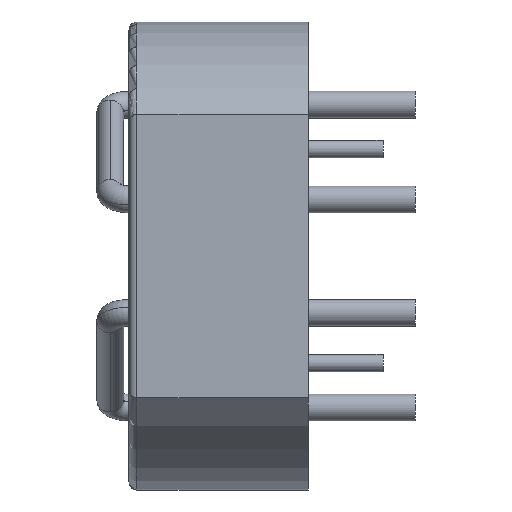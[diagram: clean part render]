
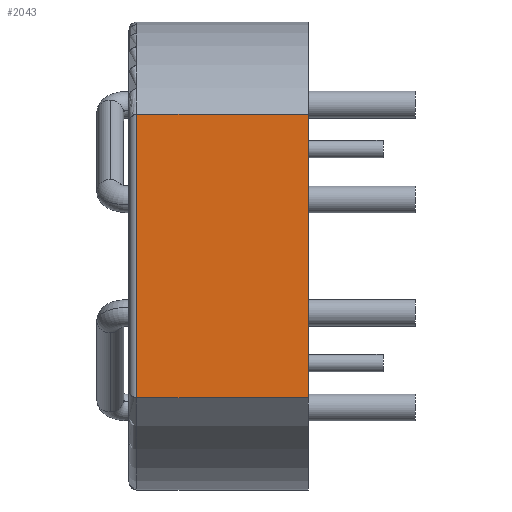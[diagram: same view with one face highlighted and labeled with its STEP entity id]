
A CAD part, left-side view. The second image highlights one B-rep face of the part: STEP entity #2043.
In plain terms, the highlighted planar face has unit normal (-1, 0, 0).
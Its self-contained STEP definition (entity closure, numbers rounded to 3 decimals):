
#48 = VECTOR ( 'NONE', #4622, 1000. ) ;
#182 = FACE_OUTER_BOUND ( 'NONE', #1348, .T. ) ;
#555 = AXIS2_PLACEMENT_3D ( 'NONE', #4793, #4329, #2919 ) ;
#584 = VERTEX_POINT ( 'NONE', #656 ) ;
#656 = CARTESIAN_POINT ( 'NONE',  ( -10.25, -3.35, -5.297 ) ) ;
#1122 = DIRECTION ( 'NONE',  ( 0., 0., 1. ) ) ;
#1164 = LINE ( 'NONE', #2665, #48 ) ;
#1348 = EDGE_LOOP ( 'NONE', ( #1767, #2472, #1357, #6235 ) ) ;
#1357 = ORIENTED_EDGE ( 'NONE', *, *, #2436, .F. ) ;
#1390 = PLANE ( 'NONE',  #555 ) ;
#1681 = EDGE_CURVE ( 'NONE', #1823, #4617, #4197, .T. ) ;
#1767 = ORIENTED_EDGE ( 'NONE', *, *, #1681, .T. ) ;
#1823 = VERTEX_POINT ( 'NONE', #5582 ) ;
#2026 = CARTESIAN_POINT ( 'NONE',  ( -10.25, -3.35, 5.297 ) ) ;
#2043 = ADVANCED_FACE ( 'NONE', ( #182 ), #1390, .T. ) ;
#2183 = DIRECTION ( 'NONE',  ( 0., 1., 0. ) ) ;
#2436 = EDGE_CURVE ( 'NONE', #584, #2649, #4903, .T. ) ;
#2472 = ORIENTED_EDGE ( 'NONE', *, *, #2501, .T. ) ;
#2501 = EDGE_CURVE ( 'NONE', #4617, #2649, #1164, .T. ) ;
#2513 = CARTESIAN_POINT ( 'NONE',  ( -10.25, 3.05, -5.297 ) ) ;
#2531 = EDGE_CURVE ( 'NONE', #584, #1823, #4658, .T. ) ;
#2649 = VERTEX_POINT ( 'NONE', #2513 ) ;
#2665 = CARTESIAN_POINT ( 'NONE',  ( -10.25, 3.05, 5.297 ) ) ;
#2775 = VECTOR ( 'NONE', #2183, 1000. ) ;
#2919 = DIRECTION ( 'NONE',  ( 0., 0., 1. ) ) ;
#3408 = DIRECTION ( 'NONE',  ( 0., 1., 0. ) ) ;
#3424 = CARTESIAN_POINT ( 'NONE',  ( -10.25, 3.05, 5.297 ) ) ;
#4197 = LINE ( 'NONE', #4450, #6117 ) ;
#4329 = DIRECTION ( 'NONE',  ( -1., 0., 0. ) ) ;
#4450 = CARTESIAN_POINT ( 'NONE',  ( -10.25, -3.35, 5.297 ) ) ;
#4617 = VERTEX_POINT ( 'NONE', #3424 ) ;
#4622 = DIRECTION ( 'NONE',  ( 0., 0., -1. ) ) ;
#4658 = LINE ( 'NONE', #2026, #5110 ) ;
#4793 = CARTESIAN_POINT ( 'NONE',  ( -10.25, -3.35, 5.297 ) ) ;
#4903 = LINE ( 'NONE', #5085, #2775 ) ;
#5085 = CARTESIAN_POINT ( 'NONE',  ( -10.25, -3.35, -5.297 ) ) ;
#5110 = VECTOR ( 'NONE', #1122, 1000. ) ;
#5582 = CARTESIAN_POINT ( 'NONE',  ( -10.25, -3.35, 5.297 ) ) ;
#6117 = VECTOR ( 'NONE', #3408, 1000. ) ;
#6235 = ORIENTED_EDGE ( 'NONE', *, *, #2531, .T. ) ;
